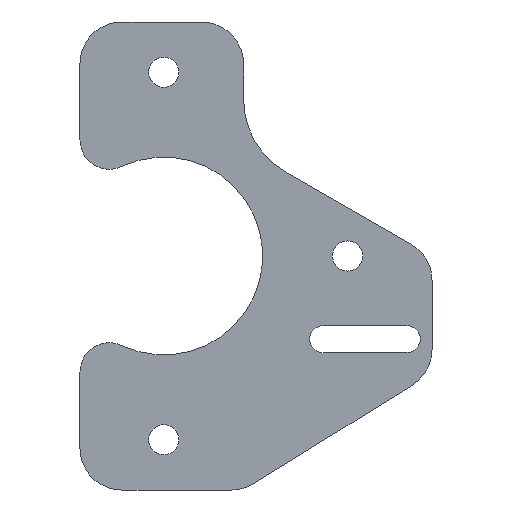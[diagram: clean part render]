
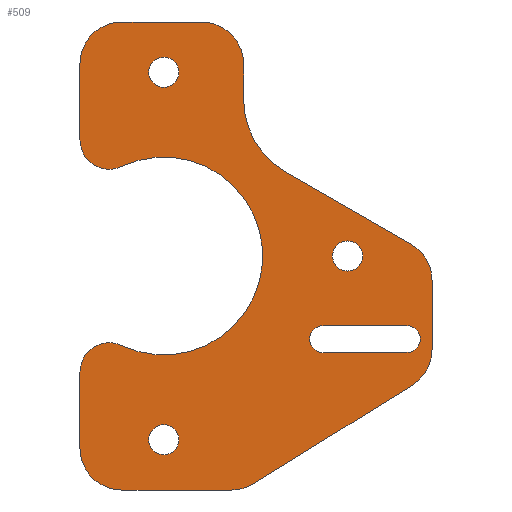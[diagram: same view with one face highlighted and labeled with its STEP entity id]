
A CAD part, front view. The second image highlights one B-rep face of the part: STEP entity #509.
In plain terms, the highlighted planar face has unit normal (0, -1, 0).
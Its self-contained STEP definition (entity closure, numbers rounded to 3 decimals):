
#15=FACE_BOUND('',#65,.T.);
#16=FACE_BOUND('',#66,.T.);
#17=FACE_BOUND('',#67,.T.);
#18=FACE_BOUND('',#68,.T.);
#24=PLANE('',#552);
#37=FACE_OUTER_BOUND('',#64,.T.);
#64=EDGE_LOOP('',(#350,#351,#352,#353,#354,#355,#356,#357,#358,#359,#360,
#361,#362,#363,#364,#365,#366,#367));
#65=EDGE_LOOP('',(#368));
#66=EDGE_LOOP('',(#369,#370,#371,#372));
#67=EDGE_LOOP('',(#373));
#68=EDGE_LOOP('',(#374));
#99=LINE('',#778,#144);
#102=LINE('',#788,#147);
#103=LINE('',#792,#148);
#104=LINE('',#796,#149);
#105=LINE('',#800,#150);
#106=LINE('',#804,#151);
#107=LINE('',#808,#152);
#108=LINE('',#812,#153);
#109=LINE('',#820,#154);
#110=LINE('',#823,#155);
#144=VECTOR('',#617,10.);
#147=VECTOR('',#626,10.);
#148=VECTOR('',#629,10.);
#149=VECTOR('',#632,10.);
#150=VECTOR('',#635,10.);
#151=VECTOR('',#638,10.);
#152=VECTOR('',#641,10.);
#153=VECTOR('',#644,10.);
#154=VECTOR('',#651,10.);
#155=VECTOR('',#654,10.);
#188=CIRCLE('',#550,3.5);
#189=CIRCLE('',#553,11.8);
#190=CIRCLE('',#554,3.5);
#191=CIRCLE('',#555,5.);
#192=CIRCLE('',#556,5.);
#193=CIRCLE('',#557,5.);
#194=CIRCLE('',#558,5.);
#195=CIRCLE('',#559,10.);
#196=CIRCLE('',#560,5.);
#197=CIRCLE('',#561,5.);
#198=CIRCLE('',#562,1.8);
#199=CIRCLE('',#563,1.6);
#200=CIRCLE('',#564,1.6);
#201=CIRCLE('',#565,1.8);
#202=CIRCLE('',#566,1.8);
#219=VERTEX_POINT('',#771);
#220=VERTEX_POINT('',#773);
#221=VERTEX_POINT('',#777);
#223=VERTEX_POINT('',#783);
#224=VERTEX_POINT('',#785);
#225=VERTEX_POINT('',#787);
#226=VERTEX_POINT('',#789);
#227=VERTEX_POINT('',#791);
#228=VERTEX_POINT('',#793);
#229=VERTEX_POINT('',#795);
#230=VERTEX_POINT('',#797);
#231=VERTEX_POINT('',#799);
#232=VERTEX_POINT('',#801);
#233=VERTEX_POINT('',#803);
#234=VERTEX_POINT('',#805);
#235=VERTEX_POINT('',#807);
#236=VERTEX_POINT('',#809);
#237=VERTEX_POINT('',#811);
#238=VERTEX_POINT('',#814);
#239=VERTEX_POINT('',#816);
#240=VERTEX_POINT('',#817);
#241=VERTEX_POINT('',#819);
#242=VERTEX_POINT('',#821);
#243=VERTEX_POINT('',#824);
#244=VERTEX_POINT('',#826);
#269=EDGE_CURVE('',#219,#220,#188,.T.);
#271=EDGE_CURVE('',#221,#220,#99,.T.);
#274=EDGE_CURVE('',#219,#223,#189,.T.);
#275=EDGE_CURVE('',#224,#223,#190,.T.);
#276=EDGE_CURVE('',#225,#224,#102,.T.);
#277=EDGE_CURVE('',#226,#225,#191,.T.);
#278=EDGE_CURVE('',#226,#227,#103,.T.);
#279=EDGE_CURVE('',#228,#227,#192,.T.);
#280=EDGE_CURVE('',#229,#228,#104,.T.);
#281=EDGE_CURVE('',#230,#229,#193,.T.);
#282=EDGE_CURVE('',#230,#231,#105,.T.);
#283=EDGE_CURVE('',#232,#231,#194,.T.);
#284=EDGE_CURVE('',#233,#232,#106,.T.);
#285=EDGE_CURVE('',#233,#234,#195,.T.);
#286=EDGE_CURVE('',#235,#234,#107,.T.);
#287=EDGE_CURVE('',#236,#235,#196,.T.);
#288=EDGE_CURVE('',#236,#237,#108,.T.);
#289=EDGE_CURVE('',#221,#237,#197,.T.);
#290=EDGE_CURVE('',#238,#238,#198,.T.);
#291=EDGE_CURVE('',#239,#240,#199,.T.);
#292=EDGE_CURVE('',#241,#239,#109,.T.);
#293=EDGE_CURVE('',#242,#241,#200,.T.);
#294=EDGE_CURVE('',#240,#242,#110,.T.);
#295=EDGE_CURVE('',#243,#243,#201,.T.);
#296=EDGE_CURVE('',#244,#244,#202,.T.);
#350=ORIENTED_EDGE('',*,*,#269,.F.);
#351=ORIENTED_EDGE('',*,*,#274,.T.);
#352=ORIENTED_EDGE('',*,*,#275,.F.);
#353=ORIENTED_EDGE('',*,*,#276,.F.);
#354=ORIENTED_EDGE('',*,*,#277,.F.);
#355=ORIENTED_EDGE('',*,*,#278,.T.);
#356=ORIENTED_EDGE('',*,*,#279,.F.);
#357=ORIENTED_EDGE('',*,*,#280,.F.);
#358=ORIENTED_EDGE('',*,*,#281,.F.);
#359=ORIENTED_EDGE('',*,*,#282,.T.);
#360=ORIENTED_EDGE('',*,*,#283,.F.);
#361=ORIENTED_EDGE('',*,*,#284,.F.);
#362=ORIENTED_EDGE('',*,*,#285,.T.);
#363=ORIENTED_EDGE('',*,*,#286,.F.);
#364=ORIENTED_EDGE('',*,*,#287,.F.);
#365=ORIENTED_EDGE('',*,*,#288,.T.);
#366=ORIENTED_EDGE('',*,*,#289,.F.);
#367=ORIENTED_EDGE('',*,*,#271,.T.);
#368=ORIENTED_EDGE('',*,*,#290,.F.);
#369=ORIENTED_EDGE('',*,*,#291,.F.);
#370=ORIENTED_EDGE('',*,*,#292,.F.);
#371=ORIENTED_EDGE('',*,*,#293,.F.);
#372=ORIENTED_EDGE('',*,*,#294,.F.);
#373=ORIENTED_EDGE('',*,*,#295,.F.);
#374=ORIENTED_EDGE('',*,*,#296,.F.);
#509=ADVANCED_FACE('',(#37,#15,#16,#17,#18),#24,.F.);
#550=AXIS2_PLACEMENT_3D('',#774,#612,#613);
#552=AXIS2_PLACEMENT_3D('',#782,#620,#621);
#553=AXIS2_PLACEMENT_3D('',#784,#622,#623);
#554=AXIS2_PLACEMENT_3D('',#786,#624,#625);
#555=AXIS2_PLACEMENT_3D('',#790,#627,#628);
#556=AXIS2_PLACEMENT_3D('',#794,#630,#631);
#557=AXIS2_PLACEMENT_3D('',#798,#633,#634);
#558=AXIS2_PLACEMENT_3D('',#802,#636,#637);
#559=AXIS2_PLACEMENT_3D('',#806,#639,#640);
#560=AXIS2_PLACEMENT_3D('',#810,#642,#643);
#561=AXIS2_PLACEMENT_3D('',#813,#645,#646);
#562=AXIS2_PLACEMENT_3D('',#815,#647,#648);
#563=AXIS2_PLACEMENT_3D('',#818,#649,#650);
#564=AXIS2_PLACEMENT_3D('',#822,#652,#653);
#565=AXIS2_PLACEMENT_3D('',#825,#655,#656);
#566=AXIS2_PLACEMENT_3D('',#827,#657,#658);
#612=DIRECTION('center_axis',(0.,1.,0.));
#613=DIRECTION('ref_axis',(-0.536,0.,-0.844));
#617=DIRECTION('',(0.,0.,-1.));
#620=DIRECTION('center_axis',(0.,1.,0.));
#621=DIRECTION('ref_axis',(1.,0.,0.));
#622=DIRECTION('center_axis',(0.,1.,0.));
#623=DIRECTION('ref_axis',(1.,0.,0.));
#624=DIRECTION('center_axis',(0.,1.,0.));
#625=DIRECTION('ref_axis',(-0.536,0.,0.844));
#626=DIRECTION('',(0.,0.,1.));
#627=DIRECTION('center_axis',(0.,1.,0.));
#628=DIRECTION('ref_axis',(0.,0.,-1.));
#629=DIRECTION('',(1.,0.,0.));
#630=DIRECTION('center_axis',(0.,1.,0.));
#631=DIRECTION('ref_axis',(0.527,0.,-0.85));
#632=DIRECTION('',(-0.85,0.,-0.527));
#633=DIRECTION('center_axis',(0.,1.,0.));
#634=DIRECTION('ref_axis',(1.,0.,0.));
#635=DIRECTION('',(0.,0.,1.));
#636=DIRECTION('center_axis',(0.,1.,0.));
#637=DIRECTION('ref_axis',(0.498,0.,0.867));
#638=DIRECTION('',(0.867,0.,-0.498));
#639=DIRECTION('center_axis',(0.,1.,0.));
#640=DIRECTION('ref_axis',(-0.498,0.,-0.867));
#641=DIRECTION('',(0.,0.,-1.));
#642=DIRECTION('center_axis',(0.,1.,0.));
#643=DIRECTION('ref_axis',(0.,0.,1.));
#644=DIRECTION('',(-1.,0.,0.));
#645=DIRECTION('center_axis',(0.,1.,0.));
#646=DIRECTION('ref_axis',(-1.,0.,0.));
#647=DIRECTION('center_axis',(0.,-1.,0.));
#648=DIRECTION('ref_axis',(1.,0.,0.));
#649=DIRECTION('center_axis',(0.,-1.,0.));
#650=DIRECTION('ref_axis',(0.,0.,-1.));
#651=DIRECTION('',(-1.,0.,0.));
#652=DIRECTION('center_axis',(0.,-1.,0.));
#653=DIRECTION('ref_axis',(0.,0.,1.));
#654=DIRECTION('',(1.,0.,0.));
#655=DIRECTION('center_axis',(0.,-1.,0.));
#656=DIRECTION('ref_axis',(1.,0.,0.));
#657=DIRECTION('center_axis',(0.,-1.,0.));
#658=DIRECTION('ref_axis',(1.,0.,0.));
#771=CARTESIAN_POINT('',(-5.013,0.,10.682));
#773=CARTESIAN_POINT('',(-10.,0.,13.851));
#774=CARTESIAN_POINT('Origin',(-6.5,0.,13.851));
#777=CARTESIAN_POINT('',(-10.,0.,22.92));
#778=CARTESIAN_POINT('',(-10.,0.,22.92));
#782=CARTESIAN_POINT('Origin',(11.,0.,0.));
#783=CARTESIAN_POINT('',(-5.013,0.,-10.682));
#784=CARTESIAN_POINT('Origin',(0.,0.,0.));
#785=CARTESIAN_POINT('',(-10.,0.,-13.851));
#786=CARTESIAN_POINT('Origin',(-6.5,0.,-13.851));
#787=CARTESIAN_POINT('',(-10.,0.,-22.92));
#788=CARTESIAN_POINT('',(-10.,0.,-22.92));
#789=CARTESIAN_POINT('',(-5.,0.,-27.92));
#790=CARTESIAN_POINT('Origin',(-5.,0.,-22.92));
#791=CARTESIAN_POINT('',(8.088,0.,-27.92));
#792=CARTESIAN_POINT('',(0.,0.,-27.92));
#793=CARTESIAN_POINT('',(10.725,0.,-27.168));
#794=CARTESIAN_POINT('Origin',(8.088,0.,-22.92));
#795=CARTESIAN_POINT('',(29.637,0.,-15.427));
#796=CARTESIAN_POINT('',(29.637,0.,-15.427));
#797=CARTESIAN_POINT('',(32.,0.,-11.179));
#798=CARTESIAN_POINT('Origin',(27.,0.,-11.179));
#799=CARTESIAN_POINT('',(32.,0.,-2.894));
#800=CARTESIAN_POINT('',(32.,0.,-11.179));
#801=CARTESIAN_POINT('',(29.491,0.,1.442));
#802=CARTESIAN_POINT('Origin',(27.,0.,-2.894));
#803=CARTESIAN_POINT('',(14.532,0.,10.037));
#804=CARTESIAN_POINT('',(14.532,0.,10.037));
#805=CARTESIAN_POINT('',(9.514,0.,18.707));
#806=CARTESIAN_POINT('Origin',(19.514,0.,18.707));
#807=CARTESIAN_POINT('',(9.514,0.,22.92));
#808=CARTESIAN_POINT('',(9.514,0.,22.92));
#809=CARTESIAN_POINT('',(4.514,0.,27.92));
#810=CARTESIAN_POINT('Origin',(4.514,0.,22.92));
#811=CARTESIAN_POINT('',(-5.,0.,27.92));
#812=CARTESIAN_POINT('',(0.,0.,27.92));
#813=CARTESIAN_POINT('Origin',(-5.,0.,22.92));
#814=CARTESIAN_POINT('',(-1.8,0.,-21.92));
#815=CARTESIAN_POINT('Origin',(0.,0.,-21.92));
#816=CARTESIAN_POINT('',(19.,0.,-8.32));
#817=CARTESIAN_POINT('',(19.,0.,-11.52));
#818=CARTESIAN_POINT('Origin',(19.,0.,-9.92));
#819=CARTESIAN_POINT('',(29.,0.,-8.32));
#820=CARTESIAN_POINT('',(19.,0.,-8.32));
#821=CARTESIAN_POINT('',(29.,0.,-11.52));
#822=CARTESIAN_POINT('Origin',(29.,0.,-9.92));
#823=CARTESIAN_POINT('',(19.,0.,-11.52));
#824=CARTESIAN_POINT('',(20.12,0.,0.));
#825=CARTESIAN_POINT('Origin',(21.92,0.,0.));
#826=CARTESIAN_POINT('',(-1.8,0.,21.92));
#827=CARTESIAN_POINT('Origin',(0.,0.,21.92));
